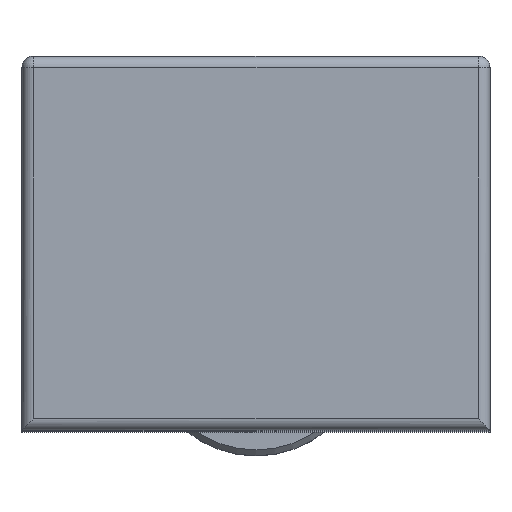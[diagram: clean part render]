
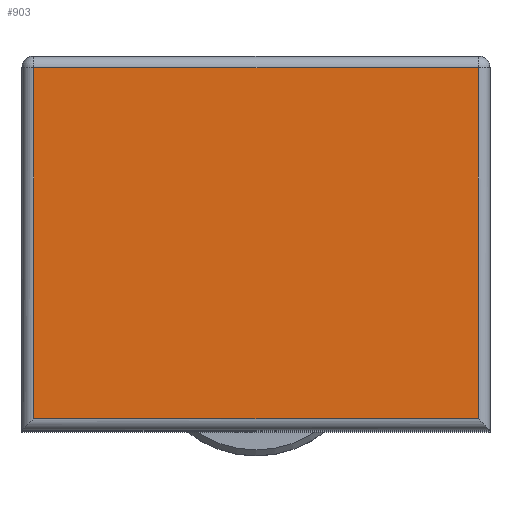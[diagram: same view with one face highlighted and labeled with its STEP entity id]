
A CAD part, top view. The second image highlights one B-rep face of the part: STEP entity #903.
In plain terms, the highlighted planar face has unit normal (0, 0, 1).
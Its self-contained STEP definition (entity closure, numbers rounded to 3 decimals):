
#57 = VERTEX_POINT ( 'NONE', #2539 ) ;
#245 = VECTOR ( 'NONE', #2111, 1000. ) ;
#266 = EDGE_CURVE ( 'NONE', #57, #888, #2332, .T. ) ;
#398 = CARTESIAN_POINT ( 'NONE',  ( 19., 1., 42. ) ) ;
#432 = CARTESIAN_POINT ( 'NONE',  ( 20., 31., 42. ) ) ;
#460 = CARTESIAN_POINT ( 'NONE',  ( -19., 31., 42. ) ) ;
#554 = DIRECTION ( 'NONE',  ( 0., -1., 0. ) ) ;
#597 = VERTEX_POINT ( 'NONE', #1828 ) ;
#615 = AXIS2_PLACEMENT_3D ( 'NONE', #2163, #1907, #2445 ) ;
#888 = VERTEX_POINT ( 'NONE', #460 ) ;
#903 = ADVANCED_FACE ( 'NONE', ( #3208 ), #971, .F. ) ;
#953 = ORIENTED_EDGE ( 'NONE', *, *, #2089, .T. ) ;
#971 = PLANE ( 'NONE',  #615 ) ;
#1055 = DIRECTION ( 'NONE',  ( 1., 0., 0. ) ) ;
#1062 = CARTESIAN_POINT ( 'NONE',  ( 20., 1., 42. ) ) ;
#1143 = VERTEX_POINT ( 'NONE', #398 ) ;
#1297 = ORIENTED_EDGE ( 'NONE', *, *, #266, .T. ) ;
#1584 = DIRECTION ( 'NONE',  ( 0., 1., 0. ) ) ;
#1657 = LINE ( 'NONE', #2315, #2313 ) ;
#1702 = LINE ( 'NONE', #1062, #1780 ) ;
#1780 = VECTOR ( 'NONE', #1055, 1000. ) ;
#1793 = EDGE_CURVE ( 'NONE', #888, #597, #1657, .T. ) ;
#1802 = EDGE_LOOP ( 'NONE', ( #2469, #953, #3209, #1297 ) ) ;
#1828 = CARTESIAN_POINT ( 'NONE',  ( -19., 1., 42. ) ) ;
#1907 = DIRECTION ( 'NONE',  ( 0., 0., -1. ) ) ;
#2089 = EDGE_CURVE ( 'NONE', #597, #1143, #1702, .T. ) ;
#2111 = DIRECTION ( 'NONE',  ( -1., 0., 0. ) ) ;
#2163 = CARTESIAN_POINT ( 'NONE',  ( 20., 32., 42. ) ) ;
#2313 = VECTOR ( 'NONE', #554, 1000. ) ;
#2315 = CARTESIAN_POINT ( 'NONE',  ( -19., 32., 42. ) ) ;
#2332 = LINE ( 'NONE', #432, #245 ) ;
#2356 = LINE ( 'NONE', #2813, #3021 ) ;
#2445 = DIRECTION ( 'NONE',  ( -1., 0., 0. ) ) ;
#2469 = ORIENTED_EDGE ( 'NONE', *, *, #1793, .T. ) ;
#2539 = CARTESIAN_POINT ( 'NONE',  ( 19., 31., 42. ) ) ;
#2813 = CARTESIAN_POINT ( 'NONE',  ( 19., 32., 42. ) ) ;
#2881 = EDGE_CURVE ( 'NONE', #1143, #57, #2356, .T. ) ;
#3021 = VECTOR ( 'NONE', #1584, 1000. ) ;
#3208 = FACE_OUTER_BOUND ( 'NONE', #1802, .T. ) ;
#3209 = ORIENTED_EDGE ( 'NONE', *, *, #2881, .T. ) ;
